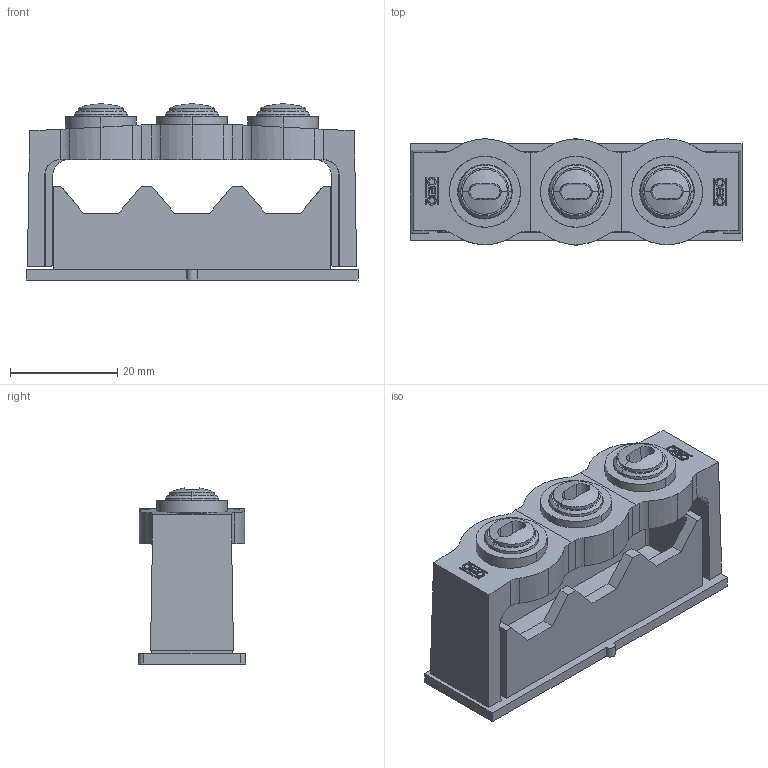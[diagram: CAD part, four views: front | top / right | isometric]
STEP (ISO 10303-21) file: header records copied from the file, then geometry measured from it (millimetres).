
FILE_DESCRIPTION(/* description */ (''),/* implementation_level */ '2;1');
FILE_NAME(/* name */ '2109018',/* time_stamp */ '2016-03-01T17:34:33+01:00',/* author */ (''),/* organization */ (''),/* preprocessor_version */ 'ST-DEVELOPER v15',/* originating_system */ '',/* authorisation */ '');
FILE_SCHEMA (('CONFIG_CONTROL_DESIGN'));
Length unit declared in the file: millimetre
Products named in the file (2): Document; Block 01
Assembly tree (1 placements, depth 2):
  Document
    Block 01
Bounding box: 62 x 20 x 32.88 mm (x, y, z)
Volume: 9287.9 mm3; surface area: 11071.5 mm2
Topology: 1 solids, 2 shells, 321 faces, 842 edges, 560 vertices
Faces by surface type: plane 161, bspline 160
Entity records: 12340 total; most frequent: CARTESIAN_POINT 6924, ORIENTED_EDGE 1680, EDGE_CURVE 843, B_SPLINE_CURVE_WITH_KNOTS 586, VERTEX_POINT 560, EDGE_LOOP 362, ADVANCED_FACE 321, FACE_OUTER_BOUND 321
